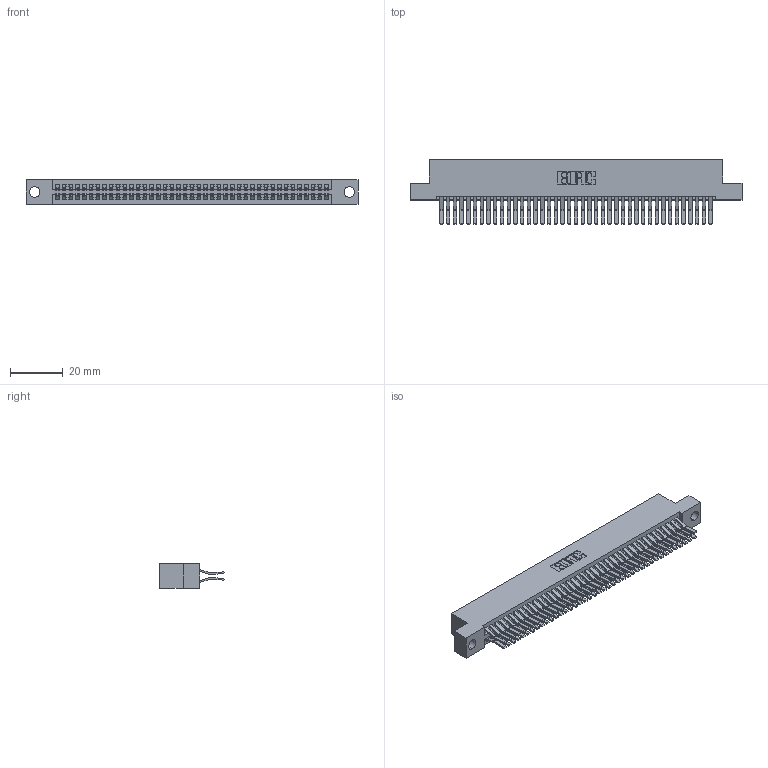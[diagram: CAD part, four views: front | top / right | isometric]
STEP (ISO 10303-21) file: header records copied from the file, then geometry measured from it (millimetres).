
FILE_DESCRIPTION (( 'STEP AP203' ), '1' );
FILE_NAME ('345-082-560-204.STEP', '2018-10-03T23:52:01', ( '' ), ( '' ), 'SwSTEP 2.0', 'SolidWorks 2016', '' );
FILE_SCHEMA (( 'CONFIG_CONTROL_DESIGN' ));
Length unit declared in the file: inch
Products named in the file (3): 345 Part_Flush Mounting Lugs - 0.156 Dia-TH; 345-292-001_560 Tail; 345-082-560-204
Assembly tree (83 placements, depth 2):
  345-082-560-204
    345 Part_Flush Mounting Lugs - 0.156 Dia-TH
    345-292-001_560 Tail  x82
Bounding box: 125.35 x 24.45 x 9.4 mm (x, y, z)
Volume: 12616.9 mm3; surface area: 19828 mm2
Topology: 83 solids, 83 shells, 4390 faces, 13051 edges, 8590 vertices
Faces by surface type: plane 2786, cylinder 1604
Entity records: 32395 total; most frequent: CARTESIAN_POINT 5432, ORIENTED_EDGE 5366, DIRECTION 4795, EDGE_CURVE 2683, LINE 2383, VECTOR 2383, VERTEX_POINT 1786, AXIS2_PLACEMENT_3D 1206
